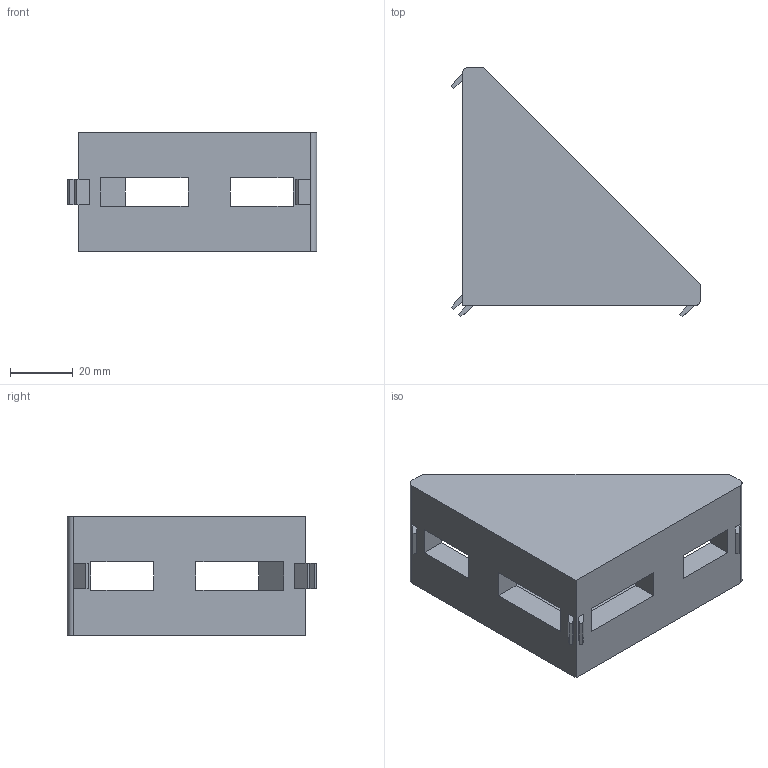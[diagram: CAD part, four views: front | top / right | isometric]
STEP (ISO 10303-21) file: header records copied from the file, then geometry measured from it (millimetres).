
FILE_DESCRIPTION(('HOOPS Exchange Step'),'2;1');
FILE_NAME('export-5477285F-9B13-41A9-8E7D-B8FA589A16F5.stp','2022-04-11T22:58:24+03:00',('othaa'),('Alibre'),'HOOPS Exchange 2020.1','Alibre','Unknown authorisation');
FILE_SCHEMA( ('AP242_MANAGED_MODEL_BASED_3D_ENGINEERING_MIM_LF {1 0 10303 442 1 1 4 }') );
Length unit declared in the file: millimetre
Products named in the file (1): 80x80 corner
Bounding box: 79.5 x 79.5 x 38 mm (x, y, z)
Volume: 59768 mm3; surface area: 22992.8 mm2
Topology: 1 solids, 1 shells, 51 faces, 134 edges, 88 vertices
Faces by surface type: plane 47, cylinder 4
Entity records: 1590 total; most frequent: CARTESIAN_POINT 275, ORIENTED_EDGE 268, DIRECTION 248, EDGE_CURVE 134, VECTOR 126, LINE 126, VERTEX_POINT 88, EDGE_LOOP 62
